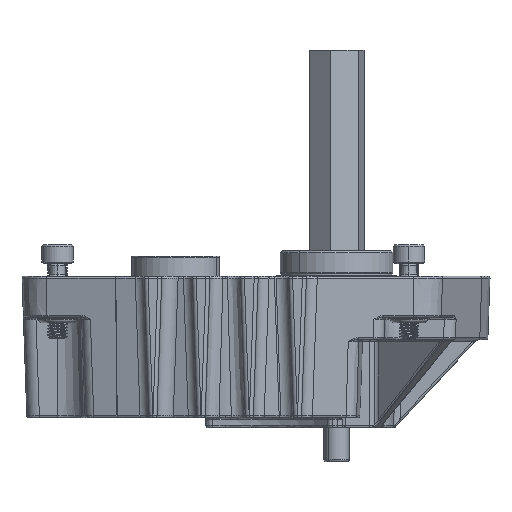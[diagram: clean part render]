
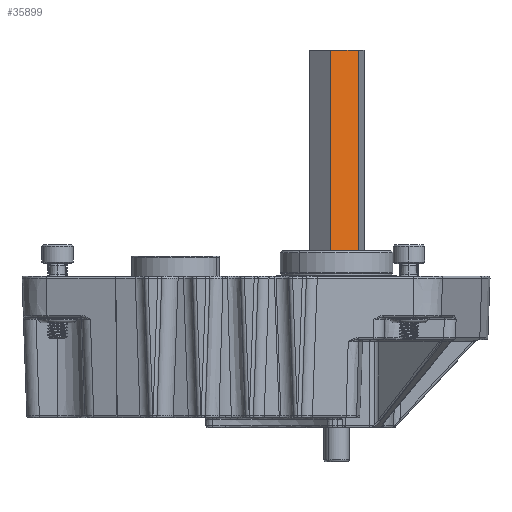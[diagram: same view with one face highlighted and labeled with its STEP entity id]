
A CAD part, left-side view. The second image highlights one B-rep face of the part: STEP entity #35899.
In plain terms, the highlighted face is planar.
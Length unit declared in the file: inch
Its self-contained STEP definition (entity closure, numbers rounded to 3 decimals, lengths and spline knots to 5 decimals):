
#250 = EDGE_CURVE ( 'NONE', #66558, #24796, #82692, .T. ) ;
#2325 = LINE ( 'NONE', #28113, #50581 ) ;
#8719 = CARTESIAN_POINT ( 'NONE',  ( 0.805, 0., -0.28868 ) ) ;
#14805 = VECTOR ( 'NONE', #73473, 39.37008 ) ;
#17266 = VERTEX_POINT ( 'NONE', #37643 ) ;
#18358 = DIRECTION ( 'NONE',  ( 0., -0.866, -0.5 ) ) ;
#23365 = VECTOR ( 'NONE', #30880, 39.37008 ) ;
#24020 = EDGE_CURVE ( 'NONE', #43106, #24796, #38935, .T. ) ;
#24796 = VERTEX_POINT ( 'NONE', #67814 ) ;
#28113 = CARTESIAN_POINT ( 'NONE',  ( 3.5995, 0., -0.28868 ) ) ;
#29510 = EDGE_LOOP ( 'NONE', ( #83337, #41292, #29577, #63958 ) ) ;
#29577 = ORIENTED_EDGE ( 'NONE', *, *, #79414, .F. ) ;
#30880 = DIRECTION ( 'NONE',  ( 0., 0.866, 0.5 ) ) ;
#31935 = DIRECTION ( 'NONE',  ( 0., -0.5, 0.866 ) ) ;
#34586 = LINE ( 'NONE', #60395, #14805 ) ;
#35899 = ADVANCED_FACE ( 'NONE', ( #76331 ), #69183, .F. ) ;
#37643 = CARTESIAN_POINT ( 'NONE',  ( 3.5995, 0., -0.28868 ) ) ;
#37877 = CARTESIAN_POINT ( 'NONE',  ( 3.5995, 0.25, -0.14434 ) ) ;
#38935 = LINE ( 'NONE', #64279, #23365 ) ;
#39567 = EDGE_CURVE ( 'NONE', #17266, #43106, #2325, .T. ) ;
#41292 = ORIENTED_EDGE ( 'NONE', *, *, #250, .F. ) ;
#42282 = CARTESIAN_POINT ( 'NONE',  ( 3.5995, 0.25, -0.14434 ) ) ;
#43106 = VERTEX_POINT ( 'NONE', #8719 ) ;
#44991 = DIRECTION ( 'NONE',  ( -1., 0., 0. ) ) ;
#50581 = VECTOR ( 'NONE', #72151, 39.37008 ) ;
#60395 = CARTESIAN_POINT ( 'NONE',  ( 3.5995, 0., -0.28868 ) ) ;
#63958 = ORIENTED_EDGE ( 'NONE', *, *, #39567, .T. ) ;
#64279 = CARTESIAN_POINT ( 'NONE',  ( 0.805, 0., -0.28868 ) ) ;
#66558 = VERTEX_POINT ( 'NONE', #42282 ) ;
#67814 = CARTESIAN_POINT ( 'NONE',  ( 0.805, 0.25, -0.14434 ) ) ;
#69183 = PLANE ( 'NONE',  #79949 ) ;
#72151 = DIRECTION ( 'NONE',  ( -1., 0., 0. ) ) ;
#73473 = DIRECTION ( 'NONE',  ( 0., 0.866, 0.5 ) ) ;
#75532 = CARTESIAN_POINT ( 'NONE',  ( 3.5995, 0., -0.28868 ) ) ;
#76331 = FACE_OUTER_BOUND ( 'NONE', #29510, .T. ) ;
#78786 = VECTOR ( 'NONE', #44991, 39.37008 ) ;
#79414 = EDGE_CURVE ( 'NONE', #17266, #66558, #34586, .T. ) ;
#79949 = AXIS2_PLACEMENT_3D ( 'NONE', #75532, #31935, #18358 ) ;
#82692 = LINE ( 'NONE', #37877, #78786 ) ;
#83337 = ORIENTED_EDGE ( 'NONE', *, *, #24020, .T. ) ;
